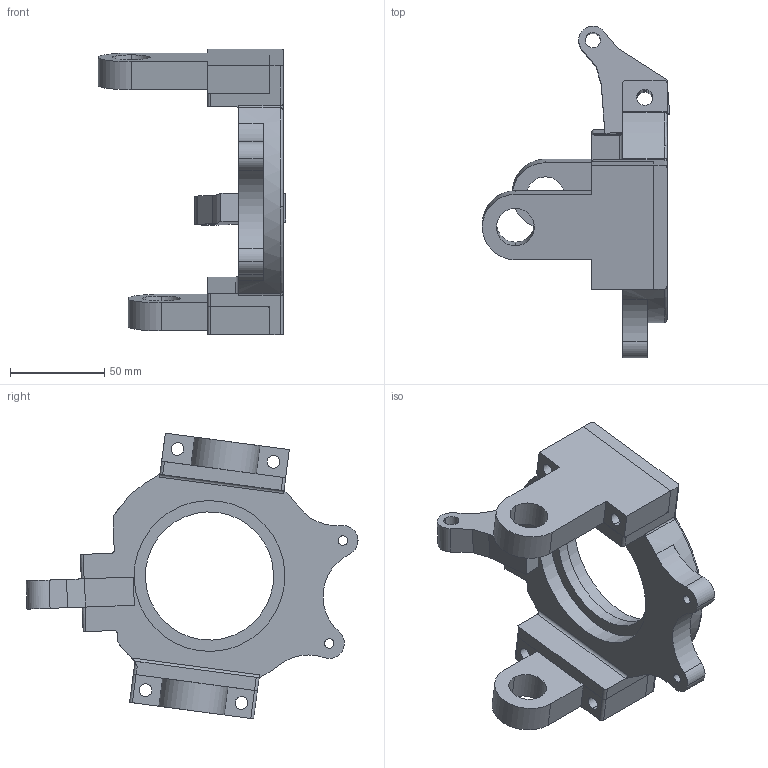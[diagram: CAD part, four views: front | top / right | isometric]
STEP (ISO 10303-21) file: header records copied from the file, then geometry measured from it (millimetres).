
FILE_DESCRIPTION (( 'STEP AP214' ), '1' );
FILE_NAME ('Assem1.STEP', '2025-07-15T17:33:25', ( '' ), ( '' ), 'SwSTEP 2.0', 'SolidWorks 2025', '' );
FILE_SCHEMA (( 'AUTOMOTIVE_DESIGN' ));
Length unit declared in the file: millimetre
Products named in the file (6): frame; tie rod tab; lower tab; Assem1; hardpoints; upper tab
Assembly tree (4 placements, depth 2):
  Assem1
    frame
    lower tab
    tie rod tab
    upper tab
  hardpoints
Bounding box: 99.32 x 176.06 x 151.48 mm (x, y, z)
Volume: 315577.3 mm3; surface area: 78966.4 mm2
Topology: 4 solids, 4 shells, 156 faces, 423 edges, 278 vertices
Faces by surface type: cylinder 88, plane 59, torus 7, bspline 2
Entity records: 5371 total; most frequent: CARTESIAN_POINT 1042, DIRECTION 922, ORIENTED_EDGE 844, EDGE_CURVE 422, AXIS2_PLACEMENT_3D 348, VERTEX_POINT 278, LINE 226, VECTOR 226
